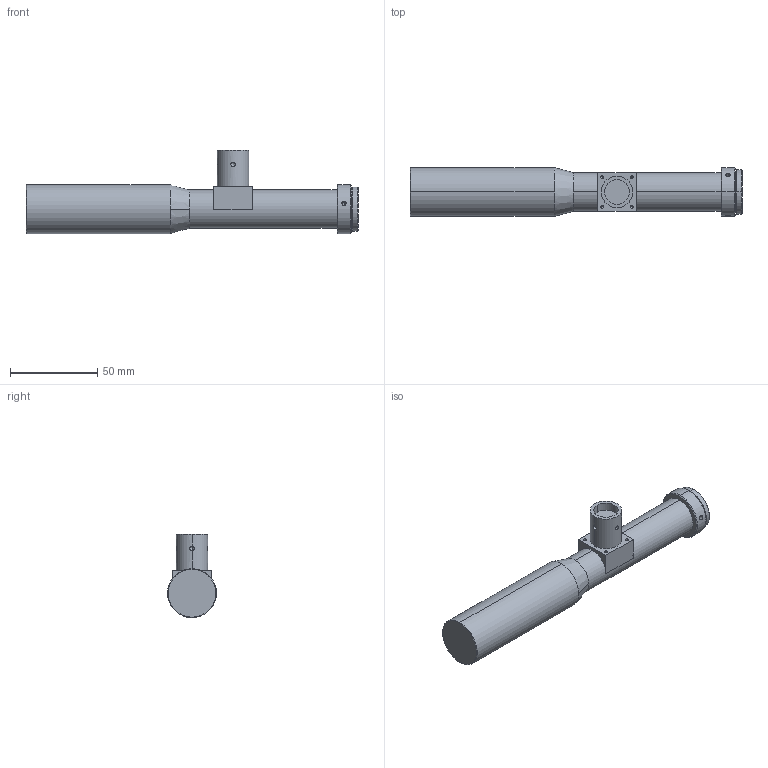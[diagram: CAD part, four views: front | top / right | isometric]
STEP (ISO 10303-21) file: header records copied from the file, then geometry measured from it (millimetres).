
FILE_DESCRIPTION (( 'STEP AP203' ), '1' );
FILE_NAME ('WH05-330CIR.STEP', '2019-12-03T02:03:44', ( 'Windows 蚚誧' ), ( '' ), 'SwSTEP 2.0', 'SolidWorks 2017', '' );
FILE_SCHEMA (( 'CONFIG_CONTROL_DESIGN' ));
Length unit declared in the file: millimetre
Products named in the file (1): WH05-330CIR
Bounding box: 190.2 x 28 x 47.7 mm (x, y, z)
Volume: 101753.4 mm3; surface area: 18673.4 mm2
Topology: 1 solids, 1 shells, 80 faces, 193 edges, 107 vertices
Faces by surface type: cylinder 36, cone 32, plane 12
Entity records: 2466 total; most frequent: CARTESIAN_POINT 613, DIRECTION 395, ORIENTED_EDGE 342, EDGE_CURVE 171, AXIS2_PLACEMENT_3D 157, VERTEX_POINT 107, EDGE_LOOP 94, VECTOR 81
